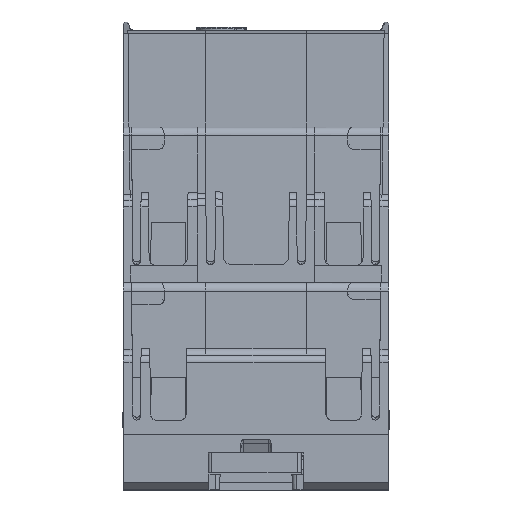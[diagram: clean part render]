
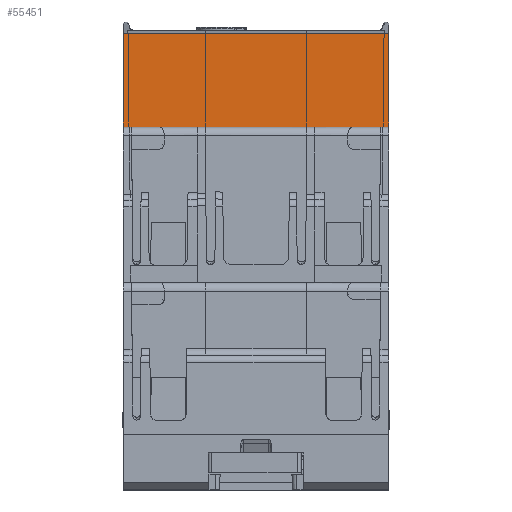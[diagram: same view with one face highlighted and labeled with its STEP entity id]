
A CAD part, front view. The second image highlights one B-rep face of the part: STEP entity #55451.
In plain terms, the highlighted planar face has unit normal (0, -1, 0).
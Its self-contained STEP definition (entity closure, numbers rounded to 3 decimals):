
#2455=LINE('',#79733,#8110);
#2735=LINE('',#80355,#8390);
#4877=LINE('',#86681,#10532);
#4879=LINE('',#86685,#10534);
#4880=LINE('',#86687,#10535);
#4881=LINE('',#86688,#10536);
#4882=LINE('',#86689,#10537);
#5041=LINE('',#87124,#10696);
#8110=VECTOR('',#64309,12.648);
#8390=VECTOR('',#64865,12.648);
#10532=VECTOR('',#70297,1.423);
#10534=VECTOR('',#70303,10.);
#10535=VECTOR('',#70304,1.423);
#10536=VECTOR('',#70305,1.423);
#10537=VECTOR('',#70306,1.423);
#10696=VECTOR('',#70749,35.8);
#13735=PLANE('',#59499);
#16494=FACE_OUTER_BOUND('',#19546,.T.);
#19546=EDGE_LOOP('',(#44282,#44283,#44284,#44285,#44286,#44287,#44288,#44289));
#22891=VERTEX_POINT('',#79678);
#22917=VERTEX_POINT('',#79731);
#23120=VERTEX_POINT('',#80353);
#23121=VERTEX_POINT('',#80354);
#24103=VERTEX_POINT('',#83467);
#24106=VERTEX_POINT('',#83475);
#24950=VERTEX_POINT('',#86679);
#24951=VERTEX_POINT('',#86686);
#28446=EDGE_CURVE('',#22917,#22891,#2455,.T.);
#28764=EDGE_CURVE('',#23120,#23121,#2735,.T.);
#31607=EDGE_CURVE('',#24950,#24106,#4877,.T.);
#31609=EDGE_CURVE('',#24106,#24103,#4879,.T.);
#31610=EDGE_CURVE('',#24103,#24951,#4880,.T.);
#31611=EDGE_CURVE('',#24951,#23121,#4881,.T.);
#31612=EDGE_CURVE('',#22891,#24950,#4882,.T.);
#31829=EDGE_CURVE('',#23120,#22917,#5041,.T.);
#44282=ORIENTED_EDGE('',*,*,#31610,.F.);
#44283=ORIENTED_EDGE('',*,*,#31609,.F.);
#44284=ORIENTED_EDGE('',*,*,#31607,.F.);
#44285=ORIENTED_EDGE('',*,*,#31612,.F.);
#44286=ORIENTED_EDGE('',*,*,#28446,.F.);
#44287=ORIENTED_EDGE('',*,*,#31829,.F.);
#44288=ORIENTED_EDGE('',*,*,#28764,.T.);
#44289=ORIENTED_EDGE('',*,*,#31611,.F.);
#55451=ADVANCED_FACE('',(#16494),#13735,.T.);
#59499=AXIS2_PLACEMENT_3D('',#87284,#70829,#70830);
#64309=DIRECTION('',(0.,0.,-1.));
#64865=DIRECTION('',(0.,0.,-1.));
#70297=DIRECTION('',(-1.,0.,0.));
#70303=DIRECTION('',(-1.,0.,0.));
#70304=DIRECTION('',(-1.,0.,0.));
#70305=DIRECTION('',(-1.,0.,0.));
#70306=DIRECTION('',(-1.,0.,0.));
#70749=DIRECTION('',(1.,0.,0.));
#70829=DIRECTION('center_axis',(0.,-1.,0.));
#70830=DIRECTION('ref_axis',(-1.,0.,0.));
#79678=CARTESIAN_POINT('',(17.9,-22.55,49.));
#79731=CARTESIAN_POINT('',(17.9,-22.55,61.648));
#79733=CARTESIAN_POINT('',(17.9,-22.55,61.648));
#80353=CARTESIAN_POINT('',(-17.9,-22.55,61.648));
#80354=CARTESIAN_POINT('',(-17.9,-22.55,49.));
#80355=CARTESIAN_POINT('',(-17.9,-22.55,61.648));
#83467=CARTESIAN_POINT('',(-16.477,-22.55,49.));
#83475=CARTESIAN_POINT('',(16.477,-22.55,49.));
#86679=CARTESIAN_POINT('',(16.6,-22.55,49.));
#86681=CARTESIAN_POINT('',(17.9,-22.55,49.));
#86685=CARTESIAN_POINT('',(8.95,-22.55,49.));
#86686=CARTESIAN_POINT('',(-16.6,-22.55,49.));
#86687=CARTESIAN_POINT('',(-16.477,-22.55,49.));
#86688=CARTESIAN_POINT('',(-16.477,-22.55,49.));
#86689=CARTESIAN_POINT('',(17.9,-22.55,49.));
#87124=CARTESIAN_POINT('',(-17.9,-22.55,61.648));
#87284=CARTESIAN_POINT('Origin',(0.2,-22.55,48.8));
